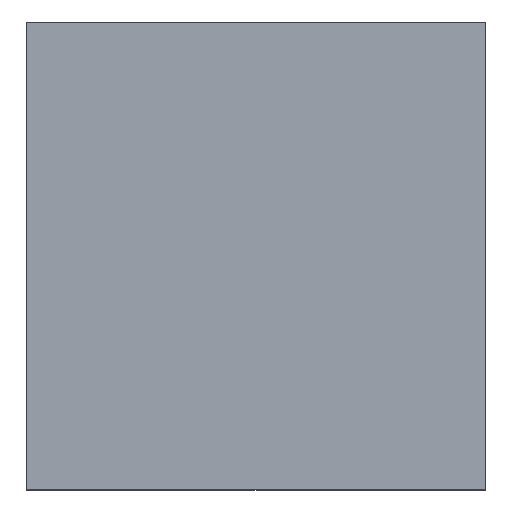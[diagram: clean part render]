
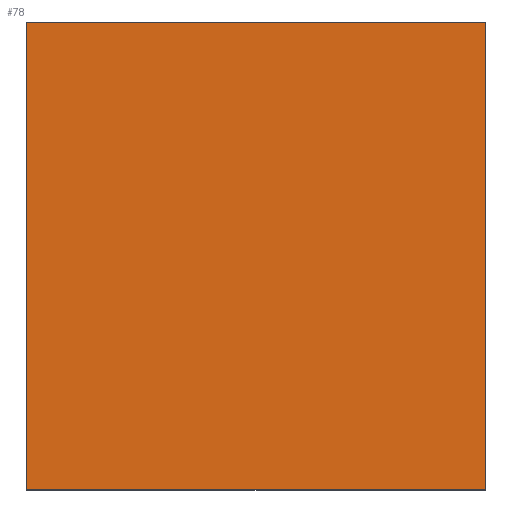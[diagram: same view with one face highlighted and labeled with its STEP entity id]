
A CAD part, top view. The second image highlights one B-rep face of the part: STEP entity #78.
In plain terms, the highlighted planar face has unit normal (0, 0, 1).
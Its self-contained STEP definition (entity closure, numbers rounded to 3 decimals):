
#6 = LINE ( 'NONE', #116, #63 ) ;
#19 = LINE ( 'NONE', #32, #153 ) ;
#20 = CARTESIAN_POINT ( 'NONE',  ( -71.59, -73.075, 20.91 ) ) ;
#22 = CARTESIAN_POINT ( 'NONE',  ( -71.59, -73.075, 20.91 ) ) ;
#26 = LINE ( 'NONE', #20, #98 ) ;
#32 = CARTESIAN_POINT ( 'NONE',  ( -71.59, 73.075, 20.91 ) ) ;
#44 = ORIENTED_EDGE ( 'NONE', *, *, #118, .T. ) ;
#45 = EDGE_CURVE ( 'NONE', #58, #204, #102, .T. ) ;
#58 = VERTEX_POINT ( 'NONE', #213 ) ;
#63 = VECTOR ( 'NONE', #237, 1000. ) ;
#78 = ADVANCED_FACE ( 'NONE', ( #124 ), #101, .F. ) ;
#79 = VECTOR ( 'NONE', #192, 1000. ) ;
#84 = EDGE_CURVE ( 'NONE', #204, #187, #19, .T. ) ;
#98 = VECTOR ( 'NONE', #183, 1000. ) ;
#101 = PLANE ( 'NONE',  #208 ) ;
#102 = LINE ( 'NONE', #228, #79 ) ;
#103 = ORIENTED_EDGE ( 'NONE', *, *, #84, .T. ) ;
#114 = CARTESIAN_POINT ( 'NONE',  ( -71.59, 73.075, 20.91 ) ) ;
#116 = CARTESIAN_POINT ( 'NONE',  ( -71.59, -73.075, 20.91 ) ) ;
#118 = EDGE_CURVE ( 'NONE', #187, #236, #26, .T. ) ;
#121 = ORIENTED_EDGE ( 'NONE', *, *, #45, .T. ) ;
#124 = FACE_OUTER_BOUND ( 'NONE', #133, .T. ) ;
#129 = CARTESIAN_POINT ( 'NONE',  ( 71.59, 73.075, 20.91 ) ) ;
#133 = EDGE_LOOP ( 'NONE', ( #121, #103, #44, #216 ) ) ;
#140 = CARTESIAN_POINT ( 'NONE',  ( 0., 0., 20.91 ) ) ;
#142 = DIRECTION ( 'NONE',  ( 0., 0., -1. ) ) ;
#153 = VECTOR ( 'NONE', #191, 1000. ) ;
#183 = DIRECTION ( 'NONE',  ( 0., -1., 0. ) ) ;
#185 = EDGE_CURVE ( 'NONE', #236, #58, #6, .T. ) ;
#187 = VERTEX_POINT ( 'NONE', #114 ) ;
#191 = DIRECTION ( 'NONE',  ( -1., 0., 0. ) ) ;
#192 = DIRECTION ( 'NONE',  ( 0., 1., 0. ) ) ;
#204 = VERTEX_POINT ( 'NONE', #129 ) ;
#207 = DIRECTION ( 'NONE',  ( -1., 0., 0. ) ) ;
#208 = AXIS2_PLACEMENT_3D ( 'NONE', #140, #142, #207 ) ;
#213 = CARTESIAN_POINT ( 'NONE',  ( 71.59, -73.075, 20.91 ) ) ;
#216 = ORIENTED_EDGE ( 'NONE', *, *, #185, .T. ) ;
#228 = CARTESIAN_POINT ( 'NONE',  ( 71.59, -73.075, 20.91 ) ) ;
#236 = VERTEX_POINT ( 'NONE', #22 ) ;
#237 = DIRECTION ( 'NONE',  ( 1., 0., 0. ) ) ;
